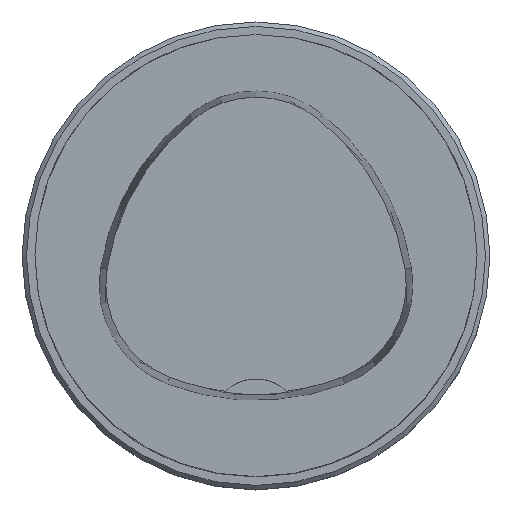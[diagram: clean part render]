
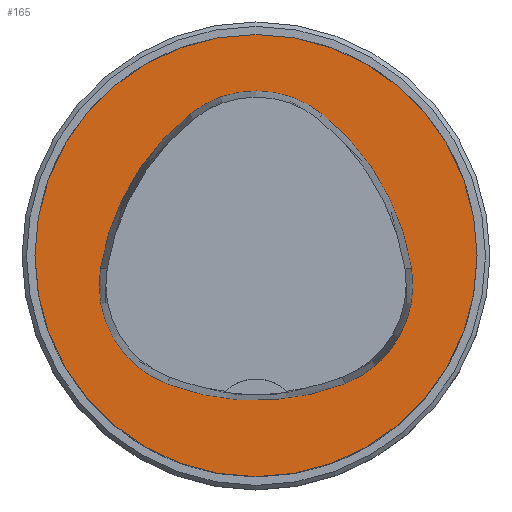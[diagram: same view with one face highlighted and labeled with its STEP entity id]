
A CAD part, top view. The second image highlights one B-rep face of the part: STEP entity #165.
In plain terms, the highlighted planar face has unit normal (0, 0, 1).
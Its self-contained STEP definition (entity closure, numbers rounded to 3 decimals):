
#108=PLANE('',#581);
#165=ADVANCED_FACE('',(#223,#224),#108,.T.);
#193=CIRCLE('',#553,25.0);
#194=CIRCLE('',#559,28.0);
#196=CIRCLE('',#562,12.0);
#198=CIRCLE('',#565,28.0);
#200=CIRCLE('',#568,12.0);
#204=CIRCLE('',#573,28.0);
#206=CIRCLE('',#576,12.0);
#223=FACE_BOUND('',#252,.T.);
#224=FACE_BOUND('',#253,.T.);
#252=EDGE_LOOP('',(#345,#346,#347,#348,#349,#350));
#253=EDGE_LOOP('',(#351));
#345=ORIENTED_EDGE('',*,*,#484,.T.);
#346=ORIENTED_EDGE('',*,*,#464,.T.);
#347=ORIENTED_EDGE('',*,*,#468,.T.);
#348=ORIENTED_EDGE('',*,*,#471,.T.);
#349=ORIENTED_EDGE('',*,*,#474,.T.);
#350=ORIENTED_EDGE('',*,*,#482,.T.);
#351=ORIENTED_EDGE('',*,*,#455,.F.);
#414=VERTEX_POINT('',#784);
#423=VERTEX_POINT('',#803);
#424=VERTEX_POINT('',#804);
#427=VERTEX_POINT('',#812);
#429=VERTEX_POINT('',#818);
#431=VERTEX_POINT('',#824);
#438=VERTEX_POINT('',#845);
#455=EDGE_CURVE('',#414,#414,#193,.T.);
#464=EDGE_CURVE('',#423,#424,#194,.T.);
#468=EDGE_CURVE('',#424,#427,#196,.T.);
#471=EDGE_CURVE('',#427,#429,#198,.T.);
#474=EDGE_CURVE('',#429,#431,#200,.T.);
#482=EDGE_CURVE('',#431,#438,#204,.T.);
#484=EDGE_CURVE('',#438,#423,#206,.T.);
#553=AXIS2_PLACEMENT_3D('',#783,#628,#629);
#559=AXIS2_PLACEMENT_3D('',#802,#644,#645);
#562=AXIS2_PLACEMENT_3D('',#811,#652,#653);
#565=AXIS2_PLACEMENT_3D('',#817,#659,#660);
#568=AXIS2_PLACEMENT_3D('',#823,#666,#667);
#573=AXIS2_PLACEMENT_3D('',#846,#678,#679);
#576=AXIS2_PLACEMENT_3D('',#849,#684,#685);
#581=AXIS2_PLACEMENT_3D('',#854,#694,#695);
#628=DIRECTION('',(0.0,0.0,-1.0));
#629=DIRECTION('',(-1.0,0.0,0.0));
#644=DIRECTION('',(0.0,0.0,-1.0));
#645=DIRECTION('',(-1.0,0.0,0.0));
#652=DIRECTION('',(0.0,0.0,-1.0));
#653=DIRECTION('',(-1.0,0.0,0.0));
#659=DIRECTION('',(0.0,0.0,-1.0));
#660=DIRECTION('',(-1.0,0.0,0.0));
#666=DIRECTION('',(0.0,0.0,-1.0));
#667=DIRECTION('',(-1.0,0.0,0.0));
#678=DIRECTION('',(0.0,0.0,-1.0));
#679=DIRECTION('',(-1.0,0.0,0.0));
#684=DIRECTION('',(0.0,0.0,-1.0));
#685=DIRECTION('',(-1.0,0.0,0.0));
#694=DIRECTION('',(0.0,0.0,1.0));
#695=DIRECTION('',(-1.0,0.0,0.0));
#783=CARTESIAN_POINT('',(0.0,0.0,0.0));
#784=CARTESIAN_POINT('',(-25.0,0.0,0.0));
#802=CARTESIAN_POINT('',(10.068,-5.824,0.0));
#803=CARTESIAN_POINT('',(-17.584,-1.424,0.0));
#804=CARTESIAN_POINT('',(-7.531,15.953,0.0));
#811=CARTESIAN_POINT('',(0.011,6.62,0.0));
#812=CARTESIAN_POINT('',(7.567,15.942,0.0));
#817=CARTESIAN_POINT('',(-10.063,-5.81,0.0));
#818=CARTESIAN_POINT('',(17.59,-1.418,0.0));
#823=CARTESIAN_POINT('',(5.739,-3.3,0.0));
#824=CARTESIAN_POINT('',(10.05,-14.499,0.0));
#845=CARTESIAN_POINT('',(-10.025,-14.516,0.0));
#846=CARTESIAN_POINT('',(-0.01,11.631,0.0));
#849=CARTESIAN_POINT('',(-5.733,-3.31,0.0));
#854=CARTESIAN_POINT('',(0.0,0.0,0.0));
